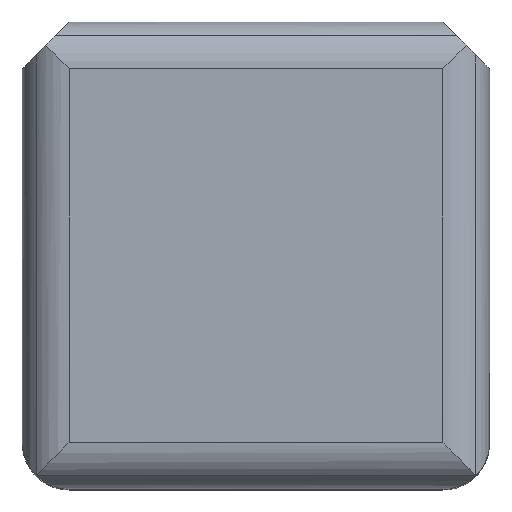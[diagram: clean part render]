
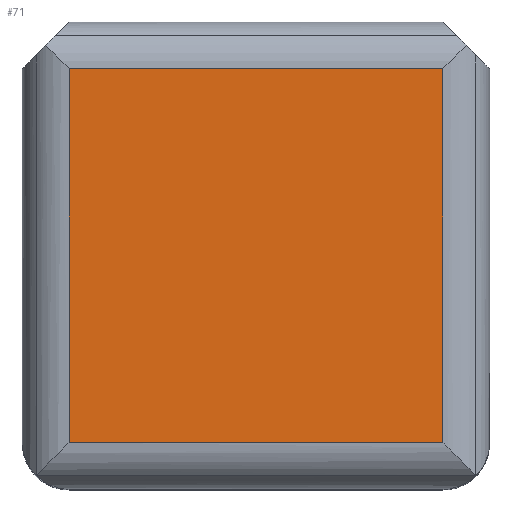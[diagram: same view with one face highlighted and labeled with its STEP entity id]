
A CAD part, top view. The second image highlights one B-rep face of the part: STEP entity #71.
In plain terms, the highlighted planar face has unit normal (0, 0, 1).
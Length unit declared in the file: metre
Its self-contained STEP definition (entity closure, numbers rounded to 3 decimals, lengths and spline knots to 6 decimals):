
#71=ADVANCED_FACE('0:595',(#167),#168,.T.);
#167=FACE_OUTER_BOUND('',#283,.T.);
#168=PLANE('',#284);
#283=EDGE_LOOP('',(#426,#427,#428,#429));
#284=AXIS2_PLACEMENT_3D('',#430,#431,#432);
#426=ORIENTED_EDGE('',*,*,#694,.F.);
#427=ORIENTED_EDGE('',*,*,#695,.F.);
#428=ORIENTED_EDGE('',*,*,#696,.F.);
#429=ORIENTED_EDGE('',*,*,#697,.F.);
#430=CARTESIAN_POINT('',(0.0,0.0,0.02));
#431=DIRECTION('',(0.0,0.0,1.0));
#432=DIRECTION('',(1.0,0.0,0.0));
#694=EDGE_CURVE('1:3207',#831,#832,#833,.T.);
#695=EDGE_CURVE('1:1709',#834,#831,#835,.T.);
#696=EDGE_CURVE('1:2699',#836,#834,#837,.T.);
#697=EDGE_CURVE('1:871',#832,#836,#838,.T.);
#831=VERTEX_POINT('',#1006);
#832=VERTEX_POINT('',#1007);
#833=LINE('',#1008,#1009);
#834=VERTEX_POINT('',#1010);
#835=LINE('',#1011,#1012);
#836=VERTEX_POINT('',#1013);
#837=LINE('',#1014,#1015);
#838=LINE('',#1016,#1017);
#1006=CARTESIAN_POINT('',(-0.008,0.008,0.02));
#1007=CARTESIAN_POINT('',(0.008,0.008,0.02));
#1008=CARTESIAN_POINT('',(0.0,0.008,0.02));
#1009=VECTOR('',#1186,1.0);
#1010=CARTESIAN_POINT('',(-0.008,-0.008,0.02));
#1011=CARTESIAN_POINT('',(-0.008,0.0,0.02));
#1012=VECTOR('',#1187,1.0);
#1013=CARTESIAN_POINT('',(0.008,-0.008,0.02));
#1014=CARTESIAN_POINT('',(0.0,-0.008,0.02));
#1015=VECTOR('',#1188,1.0);
#1016=CARTESIAN_POINT('',(0.008,0.0,0.02));
#1017=VECTOR('',#1189,1.0);
#1186=DIRECTION('',(1.0,0.0,0.0));
#1187=DIRECTION('',(0.0,1.0,-0.0));
#1188=DIRECTION('',(-1.0,0.0,0.0));
#1189=DIRECTION('',(0.0,-1.0,0.0));
